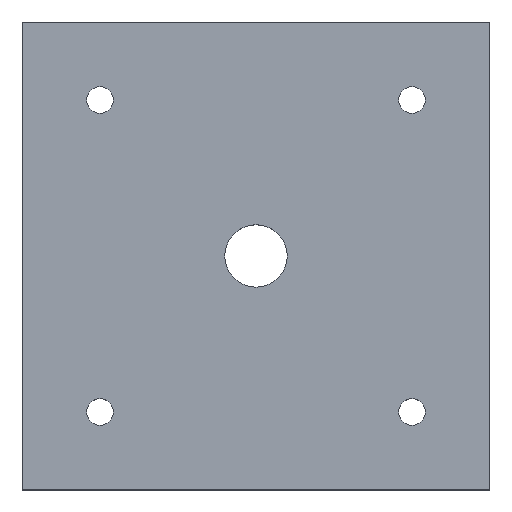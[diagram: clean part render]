
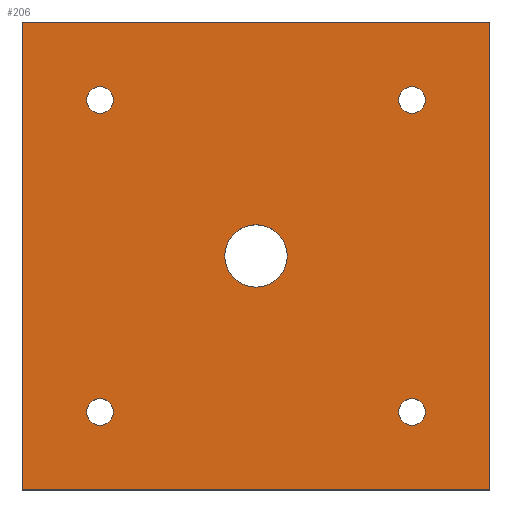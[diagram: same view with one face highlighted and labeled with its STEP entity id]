
A CAD part, top view. The second image highlights one B-rep face of the part: STEP entity #206.
In plain terms, the highlighted planar face has unit normal (0, 0, 1).
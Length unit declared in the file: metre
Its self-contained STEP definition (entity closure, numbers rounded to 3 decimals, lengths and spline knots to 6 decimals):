
#20=CIRCLE('',#230,0.01);
#22=CIRCLE('',#233,0.00425);
#23=CIRCLE('',#234,0.00425);
#24=CIRCLE('',#235,0.00425);
#25=CIRCLE('',#236,0.00425);
#53=ORIENTED_EDGE('',*,*,#93,.T.);
#54=ORIENTED_EDGE('',*,*,#94,.T.);
#55=ORIENTED_EDGE('',*,*,#95,.T.);
#56=ORIENTED_EDGE('',*,*,#96,.T.);
#57=ORIENTED_EDGE('',*,*,#81,.F.);
#58=ORIENTED_EDGE('',*,*,#85,.T.);
#59=ORIENTED_EDGE('',*,*,#88,.T.);
#60=ORIENTED_EDGE('',*,*,#90,.F.);
#61=ORIENTED_EDGE('',*,*,#91,.F.);
#81=EDGE_CURVE('',#103,#104,#121,.T.);
#85=EDGE_CURVE('',#103,#106,#125,.T.);
#88=EDGE_CURVE('',#106,#108,#128,.T.);
#90=EDGE_CURVE('',#104,#108,#130,.T.);
#91=EDGE_CURVE('',#109,#109,#20,.T.);
#93=EDGE_CURVE('',#111,#111,#22,.T.);
#94=EDGE_CURVE('',#112,#112,#23,.T.);
#95=EDGE_CURVE('',#113,#113,#24,.T.);
#96=EDGE_CURVE('',#114,#114,#25,.T.);
#103=VERTEX_POINT('',#308);
#104=VERTEX_POINT('',#310);
#106=VERTEX_POINT('',#316);
#108=VERTEX_POINT('',#322);
#109=VERTEX_POINT('',#329);
#111=VERTEX_POINT('',#334);
#112=VERTEX_POINT('',#336);
#113=VERTEX_POINT('',#338);
#114=VERTEX_POINT('',#340);
#121=LINE('',#309,#133);
#125=LINE('',#317,#137);
#128=LINE('',#323,#140);
#130=LINE('',#326,#142);
#133=VECTOR('',#252,1.);
#137=VECTOR('',#258,1.);
#140=VECTOR('',#263,1.);
#142=VECTOR('',#267,1.);
#149=EDGE_LOOP('',(#53));
#150=EDGE_LOOP('',(#54));
#151=EDGE_LOOP('',(#55));
#152=EDGE_LOOP('',(#56));
#153=EDGE_LOOP('',(#57,#58,#59,#60));
#154=EDGE_LOOP('',(#61));
#175=FACE_BOUND('',#149,.T.);
#176=FACE_BOUND('',#150,.T.);
#177=FACE_BOUND('',#151,.T.);
#178=FACE_BOUND('',#152,.T.);
#179=FACE_BOUND('',#153,.T.);
#180=FACE_BOUND('',#154,.T.);
#199=PLANE('',#232);
#206=ADVANCED_FACE('',(#175,#176,#177,#178,#179,#180),#199,.T.);
#230=AXIS2_PLACEMENT_3D('',#328,#270,#271);
#232=AXIS2_PLACEMENT_3D('',#332,#274,#275);
#233=AXIS2_PLACEMENT_3D('',#333,#276,#277);
#234=AXIS2_PLACEMENT_3D('',#335,#278,#279);
#235=AXIS2_PLACEMENT_3D('',#337,#280,#281);
#236=AXIS2_PLACEMENT_3D('',#339,#282,#283);
#252=DIRECTION('',(0.,1.,0.));
#258=DIRECTION('',(1.,0.,0.));
#263=DIRECTION('',(0.,1.,0.));
#267=DIRECTION('',(1.,0.,0.));
#270=DIRECTION('',(0.,0.,1.));
#271=DIRECTION('',(1.,0.,0.));
#274=DIRECTION('',(0.,0.,1.));
#275=DIRECTION('',(1.,0.,0.));
#276=DIRECTION('',(0.,0.,-1.));
#277=DIRECTION('',(-1.,0.,0.));
#278=DIRECTION('',(0.,0.,-1.));
#279=DIRECTION('',(-1.,0.,0.));
#280=DIRECTION('',(0.,0.,-1.));
#281=DIRECTION('',(-1.,0.,0.));
#282=DIRECTION('',(0.,0.,-1.));
#283=DIRECTION('',(-1.,0.,0.));
#308=CARTESIAN_POINT('',(0.,0.,0.01));
#309=CARTESIAN_POINT('',(0.,0.075,0.01));
#310=CARTESIAN_POINT('',(0.,0.15,0.01));
#316=CARTESIAN_POINT('',(0.15,0.,0.01));
#317=CARTESIAN_POINT('',(0.075,0.,0.01));
#322=CARTESIAN_POINT('',(0.15,0.15,0.01));
#323=CARTESIAN_POINT('',(0.15,0.075,0.01));
#326=CARTESIAN_POINT('',(0.075,0.15,0.01));
#328=CARTESIAN_POINT('',(0.075,0.075,0.01));
#329=CARTESIAN_POINT('',(0.085,0.075,0.01));
#332=CARTESIAN_POINT('',(0.075,0.075,0.01));
#333=CARTESIAN_POINT('',(0.125,0.125,0.01));
#334=CARTESIAN_POINT('',(0.12075,0.125,0.01));
#335=CARTESIAN_POINT('',(0.125,0.025,0.01));
#336=CARTESIAN_POINT('',(0.12075,0.025,0.01));
#337=CARTESIAN_POINT('',(0.025,0.025,0.01));
#338=CARTESIAN_POINT('',(0.02075,0.025,0.01));
#339=CARTESIAN_POINT('',(0.025,0.125,0.01));
#340=CARTESIAN_POINT('',(0.02075,0.125,0.01));
